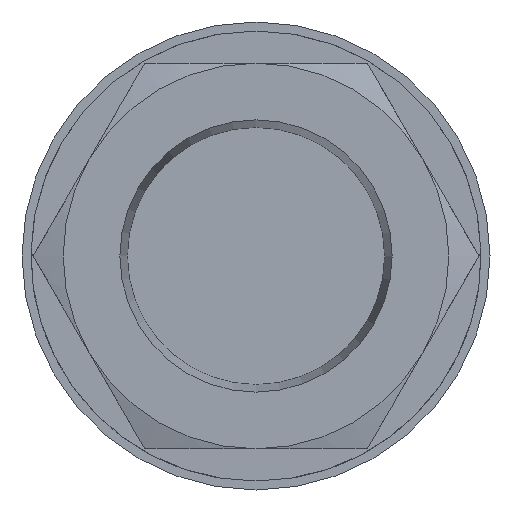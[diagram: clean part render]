
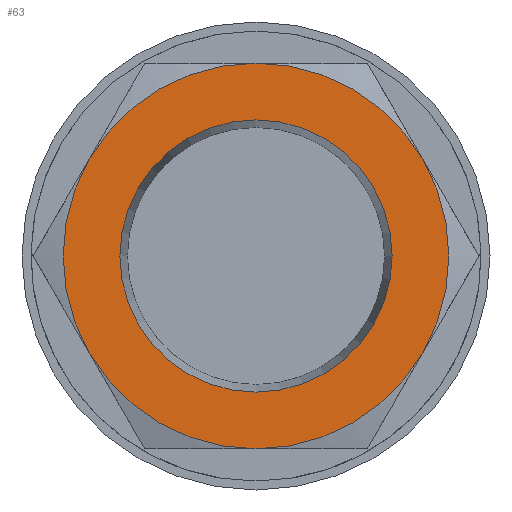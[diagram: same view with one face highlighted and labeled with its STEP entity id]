
A CAD part, left-side view. The second image highlights one B-rep face of the part: STEP entity #63.
In plain terms, the highlighted planar face has unit normal (-1, 0, 0).
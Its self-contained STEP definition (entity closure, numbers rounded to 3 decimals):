
#63 = ADVANCED_FACE( '', ( #143, #144 ), #145, .F. );
#143 = FACE_OUTER_BOUND( '', #242, .T. );
#144 = FACE_BOUND( '', #243, .T. );
#145 = PLANE( '', #244 );
#242 = EDGE_LOOP( '', ( #359, #360, #361, #362, #363, #364 ) );
#243 = EDGE_LOOP( '', ( #365 ) );
#244 = AXIS2_PLACEMENT_3D( '', #366, #367, #368 );
#359 = ORIENTED_EDGE( '', *, *, #541, .F. );
#360 = ORIENTED_EDGE( '', *, *, #539, .F. );
#361 = ORIENTED_EDGE( '', *, *, #542, .F. );
#362 = ORIENTED_EDGE( '', *, *, #543, .F. );
#363 = ORIENTED_EDGE( '', *, *, #544, .F. );
#364 = ORIENTED_EDGE( '', *, *, #545, .F. );
#365 = ORIENTED_EDGE( '', *, *, #546, .T. );
#366 = CARTESIAN_POINT( '', ( 0., 8.47, 0. ) );
#367 = DIRECTION( '', ( 1., 0., 0. ) );
#368 = DIRECTION( '', ( 0., 0., -1. ) );
#539 = EDGE_CURVE( '', #605, #628, #630, .T. );
#541 = EDGE_CURVE( '', #628, #632, #633, .T. );
#542 = EDGE_CURVE( '', #595, #605, #634, .T. );
#543 = EDGE_CURVE( '', #635, #595, #636, .T. );
#544 = EDGE_CURVE( '', #637, #635, #638, .T. );
#545 = EDGE_CURVE( '', #632, #637, #639, .T. );
#546 = EDGE_CURVE( '', #640, #640, #641, .T. );
#595 = VERTEX_POINT( '', #704 );
#605 = VERTEX_POINT( '', #727 );
#628 = VERTEX_POINT( '', #762 );
#630 = CIRCLE( '', #769, 12. );
#632 = VERTEX_POINT( '', #771 );
#633 = CIRCLE( '', #772, 12. );
#634 = CIRCLE( '', #773, 12. );
#635 = VERTEX_POINT( '', #774 );
#636 = CIRCLE( '', #775, 12. );
#637 = VERTEX_POINT( '', #776 );
#638 = CIRCLE( '', #777, 12. );
#639 = CIRCLE( '', #778, 12. );
#640 = VERTEX_POINT( '', #779 );
#641 = CIRCLE( '', #780, 8.47 );
#704 = CARTESIAN_POINT( '', ( 0., -10.392, -6. ) );
#727 = CARTESIAN_POINT( '', ( 0., 0., -12. ) );
#762 = CARTESIAN_POINT( '', ( 0., 10.392, -6. ) );
#769 = AXIS2_PLACEMENT_3D( '', #904, #905, #906 );
#771 = CARTESIAN_POINT( '', ( 0., 10.392, 6. ) );
#772 = AXIS2_PLACEMENT_3D( '', #907, #908, #909 );
#773 = AXIS2_PLACEMENT_3D( '', #910, #911, #912 );
#774 = CARTESIAN_POINT( '', ( 0., -10.392, 6. ) );
#775 = AXIS2_PLACEMENT_3D( '', #913, #914, #915 );
#776 = CARTESIAN_POINT( '', ( 0., 0., 12. ) );
#777 = AXIS2_PLACEMENT_3D( '', #916, #917, #918 );
#778 = AXIS2_PLACEMENT_3D( '', #919, #920, #921 );
#779 = CARTESIAN_POINT( '', ( 0., 0., -8.47 ) );
#780 = AXIS2_PLACEMENT_3D( '', #922, #923, #924 );
#904 = CARTESIAN_POINT( '', ( 0., 0., 0. ) );
#905 = DIRECTION( '', ( 1., 0., 0. ) );
#906 = DIRECTION( '', ( 0., 0., -1. ) );
#907 = CARTESIAN_POINT( '', ( 0., 0., 0. ) );
#908 = DIRECTION( '', ( 1., 0., 0. ) );
#909 = DIRECTION( '', ( 0., 0., -1. ) );
#910 = CARTESIAN_POINT( '', ( 0., 0., 0. ) );
#911 = DIRECTION( '', ( 1., 0., 0. ) );
#912 = DIRECTION( '', ( 0., 0., -1. ) );
#913 = CARTESIAN_POINT( '', ( 0., 0., 0. ) );
#914 = DIRECTION( '', ( 1., 0., 0. ) );
#915 = DIRECTION( '', ( 0., 0., -1. ) );
#916 = CARTESIAN_POINT( '', ( 0., 0., 0. ) );
#917 = DIRECTION( '', ( 1., 0., 0. ) );
#918 = DIRECTION( '', ( 0., 0., -1. ) );
#919 = CARTESIAN_POINT( '', ( 0., 0., 0. ) );
#920 = DIRECTION( '', ( 1., 0., 0. ) );
#921 = DIRECTION( '', ( 0., 0., -1. ) );
#922 = CARTESIAN_POINT( '', ( 0., 0., 0. ) );
#923 = DIRECTION( '', ( 1., 0., 0. ) );
#924 = DIRECTION( '', ( 0., 0., -1. ) );
